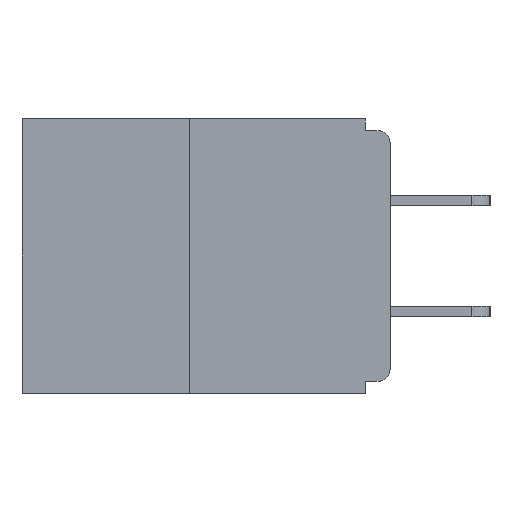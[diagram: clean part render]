
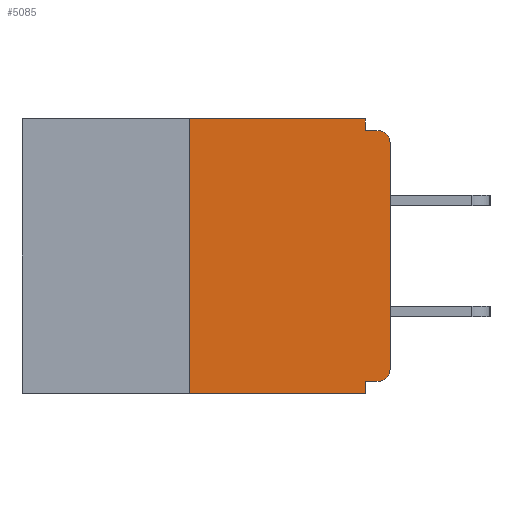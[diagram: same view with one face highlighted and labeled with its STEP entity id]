
A CAD part, left-side view. The second image highlights one B-rep face of the part: STEP entity #5085.
In plain terms, the highlighted planar face has unit normal (-1, 0, 0).
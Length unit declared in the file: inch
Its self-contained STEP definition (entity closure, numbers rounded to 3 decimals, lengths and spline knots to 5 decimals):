
#54 = AXIS2_PLACEMENT_3D ( 'NONE', #9236, #1936, #5613 ) ;
#118 = DIRECTION ( 'NONE',  ( 0., -1., 0. ) ) ;
#185 = ORIENTED_EDGE ( 'NONE', *, *, #1184, .F. ) ;
#214 = CIRCLE ( 'NONE', #54, 0.015 ) ;
#330 = VECTOR ( 'NONE', #8653, 39.37008 ) ;
#401 = VECTOR ( 'NONE', #7643, 39.37008 ) ;
#415 = CARTESIAN_POINT ( 'NONE',  ( 0., 0.031, -0.343 ) ) ;
#434 = VERTEX_POINT ( 'NONE', #5644 ) ;
#490 = LINE ( 'NONE', #3003, #10726 ) ;
#655 = DIRECTION ( 'NONE',  ( 0., 0., 1. ) ) ;
#979 = CIRCLE ( 'NONE', #6937, 0.015 ) ;
#1022 = VERTEX_POINT ( 'NONE', #2759 ) ;
#1184 = EDGE_CURVE ( 'NONE', #8148, #8671, #10607, .T. ) ;
#1464 = ORIENTED_EDGE ( 'NONE', *, *, #3129, .F. ) ;
#1677 = EDGE_CURVE ( 'NONE', #3205, #434, #490, .T. ) ;
#1743 = CARTESIAN_POINT ( 'NONE',  ( 0., 0.031, 0. ) ) ;
#1818 = VECTOR ( 'NONE', #9879, 39.37008 ) ;
#1894 = EDGE_CURVE ( 'NONE', #2007, #11588, #6180, .T. ) ;
#1936 = DIRECTION ( 'NONE',  ( -1., 0., 0. ) ) ;
#2007 = VERTEX_POINT ( 'NONE', #9959 ) ;
#2508 = AXIS2_PLACEMENT_3D ( 'NONE', #5189, #9673, #8763 ) ;
#2694 = VECTOR ( 'NONE', #5288, 39.37008 ) ;
#2759 = CARTESIAN_POINT ( 'NONE',  ( 0., 0.25, -0.343 ) ) ;
#2892 = EDGE_CURVE ( 'NONE', #3205, #2007, #979, .T. ) ;
#3003 = CARTESIAN_POINT ( 'NONE',  ( 0., 0., -0.328 ) ) ;
#3055 = FACE_OUTER_BOUND ( 'NONE', #6390, .T. ) ;
#3113 = VERTEX_POINT ( 'NONE', #6155 ) ;
#3129 = EDGE_CURVE ( 'NONE', #3113, #3346, #7813, .T. ) ;
#3205 = VERTEX_POINT ( 'NONE', #9100 ) ;
#3346 = VERTEX_POINT ( 'NONE', #5666 ) ;
#3385 = LINE ( 'NONE', #11178, #401 ) ;
#3484 = CARTESIAN_POINT ( 'NONE',  ( 0., 0.46, -0.343 ) ) ;
#3650 = LINE ( 'NONE', #3484, #1818 ) ;
#3745 = VECTOR ( 'NONE', #655, 39.37008 ) ;
#3794 = EDGE_CURVE ( 'NONE', #1022, #6622, #3650, .T. ) ;
#3861 = LINE ( 'NONE', #10356, #330 ) ;
#4899 = EDGE_CURVE ( 'NONE', #11588, #8671, #214, .T. ) ;
#5085 = ADVANCED_FACE ( 'NONE', ( #3055 ), #9833, .F. ) ;
#5189 = CARTESIAN_POINT ( 'NONE',  ( 0., 0.46, 0. ) ) ;
#5288 = DIRECTION ( 'NONE',  ( 0., -1., 0. ) ) ;
#5549 = CARTESIAN_POINT ( 'NONE',  ( 0., 0., -0.015 ) ) ;
#5613 = DIRECTION ( 'NONE',  ( 0., 0., -1. ) ) ;
#5644 = CARTESIAN_POINT ( 'NONE',  ( 0., 0.031, -0.328 ) ) ;
#5666 = CARTESIAN_POINT ( 'NONE',  ( 0., 0.031, 0. ) ) ;
#6034 = EDGE_CURVE ( 'NONE', #434, #6622, #3861, .T. ) ;
#6080 = CARTESIAN_POINT ( 'NONE',  ( 0., 0., 0. ) ) ;
#6155 = CARTESIAN_POINT ( 'NONE',  ( 0., 0.25, 0. ) ) ;
#6180 = LINE ( 'NONE', #6080, #3745 ) ;
#6250 = CARTESIAN_POINT ( 'NONE',  ( 0., 0.015, -0.015 ) ) ;
#6354 = ORIENTED_EDGE ( 'NONE', *, *, #2892, .T. ) ;
#6390 = EDGE_LOOP ( 'NONE', ( #1464, #9720, #8269, #8296, #8550, #6354, #9342, #8654, #185, #9855 ) ) ;
#6622 = VERTEX_POINT ( 'NONE', #415 ) ;
#6923 = VECTOR ( 'NONE', #118, 39.37008 ) ;
#6937 = AXIS2_PLACEMENT_3D ( 'NONE', #11139, #11061, #8353 ) ;
#7605 = EDGE_CURVE ( 'NONE', #3346, #8148, #9526, .T. ) ;
#7643 = DIRECTION ( 'NONE',  ( 0., 0., 1. ) ) ;
#7695 = VECTOR ( 'NONE', #9917, 39.37008 ) ;
#7813 = LINE ( 'NONE', #9933, #2694 ) ;
#8148 = VERTEX_POINT ( 'NONE', #8854 ) ;
#8269 = ORIENTED_EDGE ( 'NONE', *, *, #3794, .T. ) ;
#8296 = ORIENTED_EDGE ( 'NONE', *, *, #6034, .F. ) ;
#8353 = DIRECTION ( 'NONE',  ( 0., 0., -1. ) ) ;
#8405 = DIRECTION ( 'NONE',  ( 0., 1., 0. ) ) ;
#8550 = ORIENTED_EDGE ( 'NONE', *, *, #1677, .F. ) ;
#8653 = DIRECTION ( 'NONE',  ( 0., 0., -1. ) ) ;
#8654 = ORIENTED_EDGE ( 'NONE', *, *, #4899, .T. ) ;
#8671 = VERTEX_POINT ( 'NONE', #6250 ) ;
#8763 = DIRECTION ( 'NONE',  ( 0., 0., -1. ) ) ;
#8854 = CARTESIAN_POINT ( 'NONE',  ( 0., 0.031, -0.015 ) ) ;
#8928 = EDGE_CURVE ( 'NONE', #1022, #3113, #3385, .T. ) ;
#9100 = CARTESIAN_POINT ( 'NONE',  ( 0., 0.015, -0.328 ) ) ;
#9236 = CARTESIAN_POINT ( 'NONE',  ( 0., 0.015, -0.03 ) ) ;
#9342 = ORIENTED_EDGE ( 'NONE', *, *, #1894, .T. ) ;
#9526 = LINE ( 'NONE', #1743, #7695 ) ;
#9673 = DIRECTION ( 'NONE',  ( 1., 0., 0. ) ) ;
#9720 = ORIENTED_EDGE ( 'NONE', *, *, #8928, .F. ) ;
#9833 = PLANE ( 'NONE',  #2508 ) ;
#9855 = ORIENTED_EDGE ( 'NONE', *, *, #7605, .F. ) ;
#9879 = DIRECTION ( 'NONE',  ( 0., -1., 0. ) ) ;
#9917 = DIRECTION ( 'NONE',  ( 0., 0., -1. ) ) ;
#9933 = CARTESIAN_POINT ( 'NONE',  ( 0., 0.46, 0. ) ) ;
#9959 = CARTESIAN_POINT ( 'NONE',  ( 0., 0., -0.313 ) ) ;
#10356 = CARTESIAN_POINT ( 'NONE',  ( 0., 0.031, -0.343 ) ) ;
#10607 = LINE ( 'NONE', #5549, #6923 ) ;
#10726 = VECTOR ( 'NONE', #8405, 39.37008 ) ;
#11061 = DIRECTION ( 'NONE',  ( -1., 0., 0. ) ) ;
#11139 = CARTESIAN_POINT ( 'NONE',  ( 0., 0.015, -0.313 ) ) ;
#11178 = CARTESIAN_POINT ( 'NONE',  ( 0., 0.25, 0. ) ) ;
#11583 = CARTESIAN_POINT ( 'NONE',  ( 0., 0., -0.03 ) ) ;
#11588 = VERTEX_POINT ( 'NONE', #11583 ) ;
